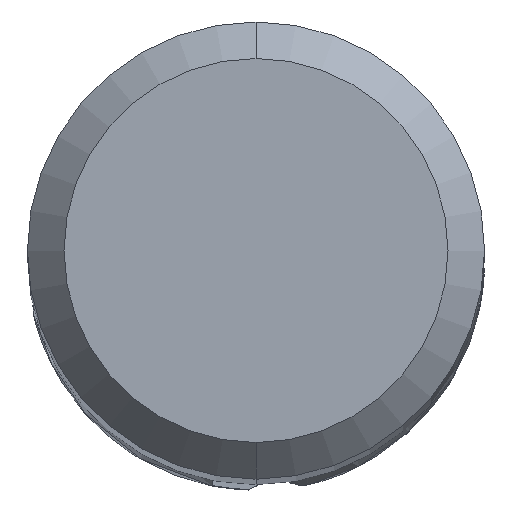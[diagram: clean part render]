
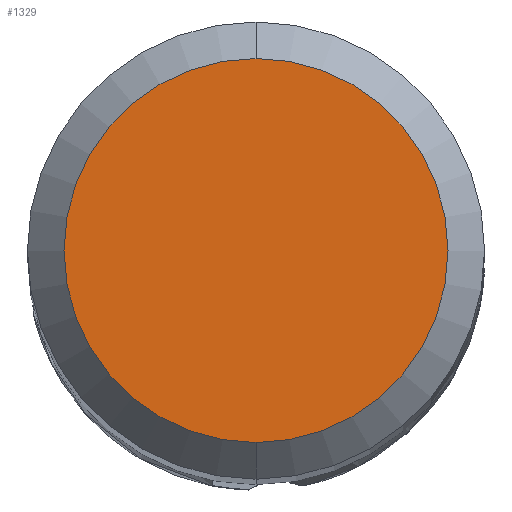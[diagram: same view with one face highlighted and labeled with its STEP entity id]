
A CAD part, top view. The second image highlights one B-rep face of the part: STEP entity #1329.
In plain terms, the highlighted planar face has unit normal (0, 0, 1).
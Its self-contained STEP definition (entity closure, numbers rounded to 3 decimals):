
#955=VERTEX_POINT('',#2427);
#967=EDGE_CURVE('',#955,#2095,#2439,.T.);
#1329=ADVANCED_FACE('',(#2841),#2842,.T.);
#2095=VERTEX_POINT('',#3669);
#2115=EDGE_CURVE('',#2095,#955,#3691,.T.);
#2427=CARTESIAN_POINT('',(0.,-2.1,0.0));
#2439=CIRCLE('',#4826,2.1);
#2841=FACE_OUTER_BOUND('',#7072,.T.);
#2842=PLANE('',#7073);
#3669=CARTESIAN_POINT('',(0.0,2.1,0.0));
#3691=CIRCLE('',#11851,2.1);
#4826=AXIS2_PLACEMENT_3D('',#12612,#12613,#12614);
#7072=EDGE_LOOP('',(#13104,#13105));
#7073=AXIS2_PLACEMENT_3D('',#13106,#13107,#13108);
#11851=AXIS2_PLACEMENT_3D('',#13960,#13961,#13962);
#12612=CARTESIAN_POINT('',(0.0,0.0,0.0));
#12613=DIRECTION('',(0.0,0.0,-1.0));
#12614=DIRECTION('',(0.0,1.0,0.0));
#13104=ORIENTED_EDGE('',*,*,#2115,.F.);
#13105=ORIENTED_EDGE('',*,*,#967,.F.);
#13106=CARTESIAN_POINT('',(0.0,1.05,0.0));
#13107=DIRECTION('',(-0.0,0.0,1.0));
#13108=DIRECTION('',(0.0,-1.0,0.0));
#13960=CARTESIAN_POINT('',(0.0,0.0,0.0));
#13961=DIRECTION('',(0.0,0.0,-1.0));
#13962=DIRECTION('',(0.0,1.0,0.0));
